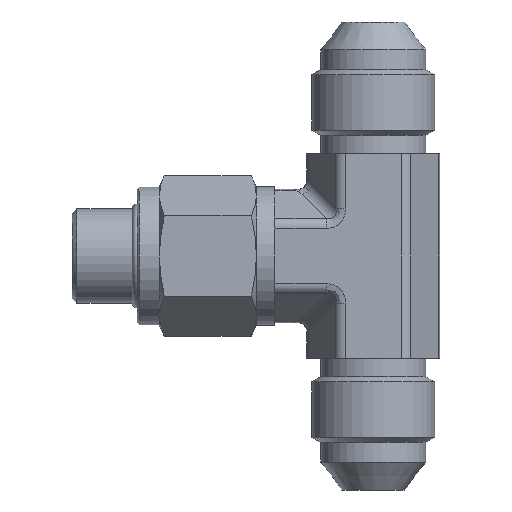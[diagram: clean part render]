
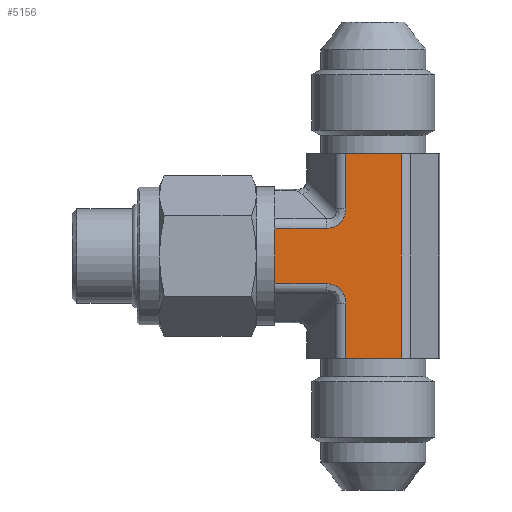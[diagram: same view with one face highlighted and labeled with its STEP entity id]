
A CAD part, front view. The second image highlights one B-rep face of the part: STEP entity #5156.
In plain terms, the highlighted planar face has unit normal (0, -1, 0).
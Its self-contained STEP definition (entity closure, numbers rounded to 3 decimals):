
#77=ELLIPSE('',#5451,2.969,2.3);
#79=ELLIPSE('',#5470,2.969,2.3);
#523=LINE('',#9365,#996);
#534=LINE('',#9401,#1007);
#540=LINE('',#9488,#1013);
#549=LINE('',#9546,#1022);
#552=LINE('',#9556,#1025);
#554=LINE('',#9560,#1027);
#555=LINE('',#9563,#1028);
#556=LINE('',#9564,#1029);
#996=VECTOR('',#6368,10.);
#1007=VECTOR('',#6401,10.);
#1013=VECTOR('',#6441,10.);
#1022=VECTOR('',#6464,10.);
#1025=VECTOR('',#6477,10.);
#1027=VECTOR('',#6481,10.);
#1028=VECTOR('',#6484,10.);
#1029=VECTOR('',#6485,10.);
#1201=PLANE('',#5469);
#1467=FACE_OUTER_BOUND('',#1782,.T.);
#1782=EDGE_LOOP('',(#4654,#4655,#4656,#4657,#4658,#4659,#4660,#4661,#4662,
#4663));
#2516=VERTEX_POINT('',#9362);
#2517=VERTEX_POINT('',#9364);
#2530=VERTEX_POINT('',#9398);
#2531=VERTEX_POINT('',#9400);
#2540=VERTEX_POINT('',#9475);
#2541=VERTEX_POINT('',#9476);
#2544=VERTEX_POINT('',#9484);
#2550=VERTEX_POINT('',#9554);
#2551=VERTEX_POINT('',#9559);
#2552=VERTEX_POINT('',#9561);
#3213=EDGE_CURVE('',#2517,#2516,#523,.T.);
#3231=EDGE_CURVE('',#2530,#2531,#534,.T.);
#3245=EDGE_CURVE('',#2540,#2541,#77,.T.);
#3251=EDGE_CURVE('',#2541,#2544,#540,.T.);
#3263=EDGE_CURVE('',#2517,#2540,#549,.T.);
#3267=EDGE_CURVE('',#2550,#2530,#552,.T.);
#3269=EDGE_CURVE('',#2551,#2516,#554,.T.);
#3270=EDGE_CURVE('',#2552,#2551,#79,.T.);
#3271=EDGE_CURVE('',#2531,#2552,#555,.T.);
#3272=EDGE_CURVE('',#2550,#2544,#556,.T.);
#4654=ORIENTED_EDGE('',*,*,#3263,.F.);
#4655=ORIENTED_EDGE('',*,*,#3213,.T.);
#4656=ORIENTED_EDGE('',*,*,#3269,.F.);
#4657=ORIENTED_EDGE('',*,*,#3270,.F.);
#4658=ORIENTED_EDGE('',*,*,#3271,.F.);
#4659=ORIENTED_EDGE('',*,*,#3231,.F.);
#4660=ORIENTED_EDGE('',*,*,#3267,.F.);
#4661=ORIENTED_EDGE('',*,*,#3272,.T.);
#4662=ORIENTED_EDGE('',*,*,#3251,.F.);
#4663=ORIENTED_EDGE('',*,*,#3245,.F.);
#5156=ADVANCED_FACE('',(#1467),#1201,.T.);
#5451=AXIS2_PLACEMENT_3D('',#9477,#6428,#6429);
#5469=AXIS2_PLACEMENT_3D('',#9558,#6479,#6480);
#5470=AXIS2_PLACEMENT_3D('',#9562,#6482,#6483);
#6368=DIRECTION('',(0.,0.,-1.));
#6401=DIRECTION('',(-1.,0.,0.));
#6428=DIRECTION('center_axis',(0.,-1.,0.));
#6429=DIRECTION('ref_axis',(0.707,0.,-0.707));
#6441=DIRECTION('',(0.,0.,1.));
#6464=DIRECTION('',(1.,0.,0.));
#6477=DIRECTION('',(0.,0.,-1.));
#6479=DIRECTION('center_axis',(0.,-1.,0.));
#6480=DIRECTION('ref_axis',(0.,0.,-1.));
#6481=DIRECTION('',(-1.,0.,0.));
#6482=DIRECTION('center_axis',(0.,-1.,0.));
#6483=DIRECTION('ref_axis',(0.707,0.,0.707));
#6484=DIRECTION('',(0.,0.,1.));
#6485=DIRECTION('',(-1.,0.,0.));
#9362=CARTESIAN_POINT('',(-10.16,-6.1,-2.858));
#9364=CARTESIAN_POINT('',(-10.16,-6.1,2.858));
#9365=CARTESIAN_POINT('',(-10.16,-6.1,3.522));
#9398=CARTESIAN_POINT('',(2.858,-6.1,-10.541));
#9400=CARTESIAN_POINT('',(-2.858,-6.1,-10.541));
#9401=CARTESIAN_POINT('',(3.522,-6.1,-10.541));
#9475=CARTESIAN_POINT('',(-4.85,-6.1,2.858));
#9476=CARTESIAN_POINT('',(-2.858,-6.1,4.85));
#9477=CARTESIAN_POINT('Origin',(-5.514,-6.1,5.514));
#9484=CARTESIAN_POINT('',(-2.858,-6.1,10.541));
#9488=CARTESIAN_POINT('',(-2.858,-6.1,0.));
#9546=CARTESIAN_POINT('',(1.761,-6.1,2.858));
#9554=CARTESIAN_POINT('',(2.858,-6.1,10.541));
#9556=CARTESIAN_POINT('',(2.858,-6.1,0.));
#9558=CARTESIAN_POINT('Origin',(3.522,-6.1,0.));
#9559=CARTESIAN_POINT('',(-4.85,-6.1,-2.858));
#9560=CARTESIAN_POINT('',(1.761,-6.1,-2.858));
#9561=CARTESIAN_POINT('',(-2.858,-6.1,-4.85));
#9562=CARTESIAN_POINT('Origin',(-5.514,-6.1,-5.514));
#9563=CARTESIAN_POINT('',(-2.858,-6.1,0.));
#9564=CARTESIAN_POINT('',(3.522,-6.1,10.541));
